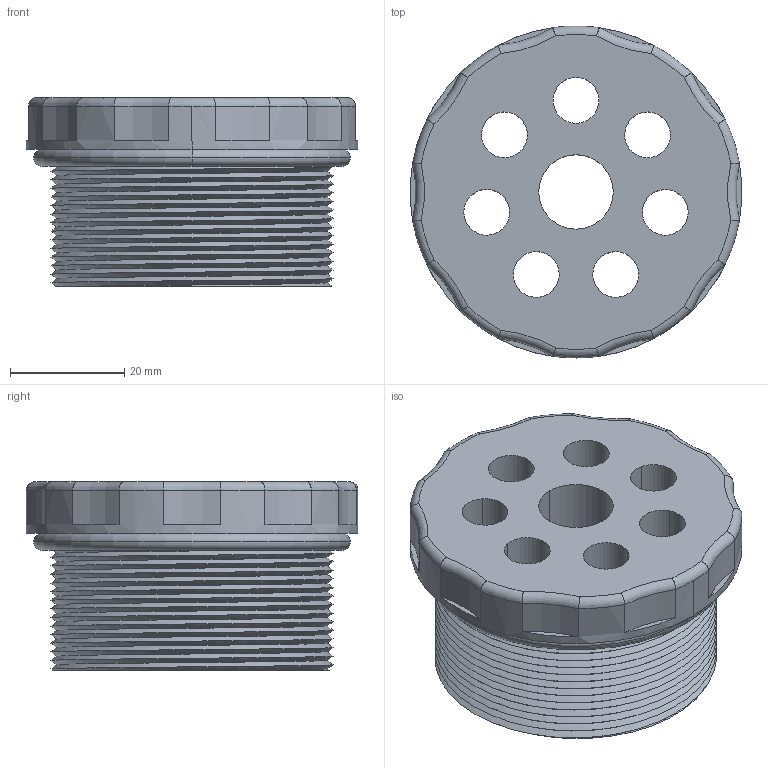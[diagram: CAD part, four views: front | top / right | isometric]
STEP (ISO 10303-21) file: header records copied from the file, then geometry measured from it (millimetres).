
FILE_DESCRIPTION(('STEP AP242'),'1');
FILE_NAME('nsytsam508se.stp','2019-06-06T14:32:52',('TraceParts'),('TraceParts S.A.'),'Spatial InterOp 3D',' ',' ');
FILE_SCHEMA(('AP242_MANAGED_MODEL_BASED_3D_ENGINEERING_MIM_LF {1 0 10303 442 1 1 4}'));
Length unit declared in the file: millimetre
Products named in the file (1): nsytsam508se_1
Bounding box: 58 x 58 x 33 mm (x, y, z)
Volume: 29269.2 mm3; surface area: 18755.3 mm2
Topology: 2 solids, 2 shells, 83 faces, 226 edges, 147 vertices
Faces by surface type: cylinder 32, torus 28, plane 15, bspline 8
Entity records: 6083 total; most frequent: CARTESIAN_POINT 3954, ORIENTED_EDGE 452, DIRECTION 441, EDGE_CURVE 226, AXIS2_PLACEMENT_3D 195, VERTEX_POINT 147, CIRCLE 118, EDGE_LOOP 101
